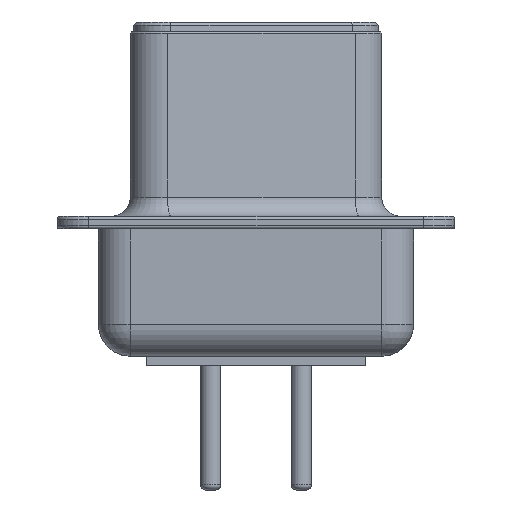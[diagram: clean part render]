
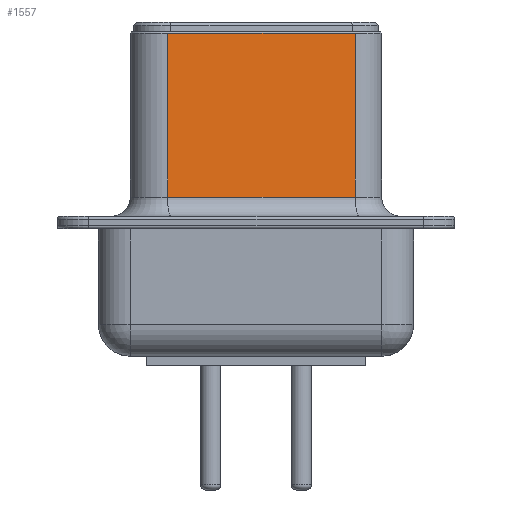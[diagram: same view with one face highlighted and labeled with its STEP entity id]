
A CAD part, left-side view. The second image highlights one B-rep face of the part: STEP entity #1557.
In plain terms, the highlighted planar face has unit normal (-0.985, -0.173, 0).
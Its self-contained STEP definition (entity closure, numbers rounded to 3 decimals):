
#13=DIRECTION('',(0.,0.,1.));
#28=VECTOR('',#13,1.);
#183=DIRECTION('',(-0.985,-0.173,0.));
#187=VECTOR('',#188,1.);
#188=DIRECTION('',(0.173,-0.985,0.));
#687=VERTEX_POINT('',#688);
#688=CARTESIAN_POINT('',(-52.124,1.357,10.45));
#722=EDGE_CURVE('',#687,#723,#725,.T.);
#723=VERTEX_POINT('',#724);
#724=CARTESIAN_POINT('',(-51.09,-4.543,10.45));
#725=LINE('',#688,#187);
#734=DIRECTION('',(-0.173,0.985,0.));
#1527=VERTEX_POINT('',#1528);
#1528=CARTESIAN_POINT('',(-52.124,1.357,5.3));
#1533=EDGE_CURVE('',#1527,#687,#1534,.T.);
#1534=LINE('',#1535,#28);
#1535=CARTESIAN_POINT('',(-52.124,1.357,4.7));
#1557=ADVANCED_FACE('',(#1558),#1572,.T.);
#1558=FACE_BOUND('',#1559,.T.);
#1559=EDGE_LOOP('',(#1560,#1566,#1567,#1568));
#1560=ORIENTED_EDGE('',*,*,#1561,.T.);
#1561=EDGE_CURVE('',#1562,#723,#1564,.T.);
#1562=VERTEX_POINT('',#1563);
#1563=CARTESIAN_POINT('',(-51.09,-4.543,5.3));
#1564=LINE('',#1565,#28);
#1565=CARTESIAN_POINT('',(-51.09,-4.543,4.7));
#1566=ORIENTED_EDGE('',*,*,#722,.F.);
#1567=ORIENTED_EDGE('',*,*,#1533,.F.);
#1568=ORIENTED_EDGE('',*,*,#1569,.F.);
#1569=EDGE_CURVE('',#1562,#1527,#1570,.T.);
#1570=LINE('',#1563,#1571);
#1571=VECTOR('',#734,1.);
#1572=PLANE('',#1573);
#1573=AXIS2_PLACEMENT_3D('',#1574,#183,#734);
#1574=CARTESIAN_POINT('',(-50.945,-5.37,4.7));
